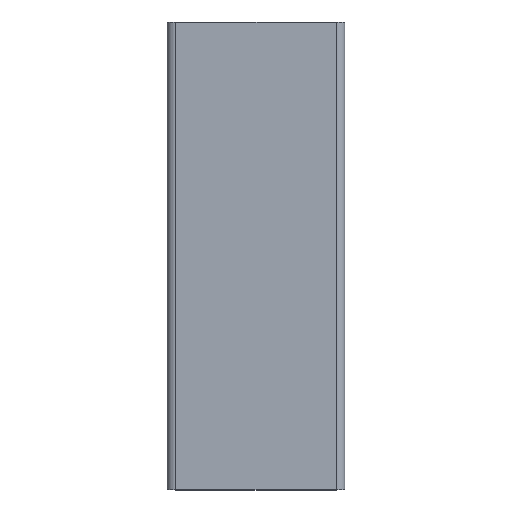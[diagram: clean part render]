
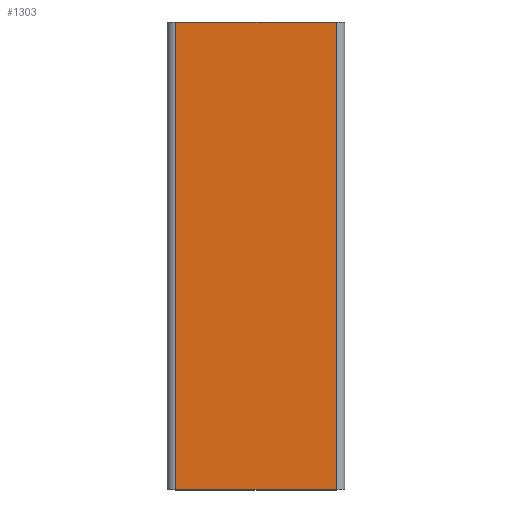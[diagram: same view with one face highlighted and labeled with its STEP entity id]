
A CAD part, top view. The second image highlights one B-rep face of the part: STEP entity #1303.
In plain terms, the highlighted planar face has unit normal (0, 0, 1).
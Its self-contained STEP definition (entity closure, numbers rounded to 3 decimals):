
#175=FACE_OUTER_BOUND('',#241,.T.);
#241=EDGE_LOOP('',(#1071,#1072,#1073,#1074));
#371=LINE('',#2216,#499);
#372=LINE('',#2219,#500);
#373=LINE('',#2221,#501);
#374=LINE('',#2222,#502);
#499=VECTOR('',#1825,10.);
#500=VECTOR('',#1828,10.);
#501=VECTOR('',#1829,10.);
#502=VECTOR('',#1830,10.);
#627=VERTEX_POINT('',#2212);
#628=VERTEX_POINT('',#2214);
#629=VERTEX_POINT('',#2218);
#630=VERTEX_POINT('',#2220);
#817=EDGE_CURVE('',#627,#628,#371,.T.);
#818=EDGE_CURVE('',#627,#629,#372,.T.);
#819=EDGE_CURVE('',#630,#628,#373,.T.);
#820=EDGE_CURVE('',#629,#630,#374,.T.);
#1071=ORIENTED_EDGE('',*,*,#818,.F.);
#1072=ORIENTED_EDGE('',*,*,#817,.T.);
#1073=ORIENTED_EDGE('',*,*,#819,.F.);
#1074=ORIENTED_EDGE('',*,*,#820,.F.);
#1238=PLANE('',#1445);
#1303=ADVANCED_FACE('',(#175),#1238,.T.);
#1445=AXIS2_PLACEMENT_3D('',#2217,#1826,#1827);
#1825=DIRECTION('',(0.,1.,0.));
#1826=DIRECTION('center_axis',(0.,0.,1.));
#1827=DIRECTION('ref_axis',(1.,0.,0.));
#1828=DIRECTION('',(-1.,0.,0.));
#1829=DIRECTION('',(1.,0.,0.));
#1830=DIRECTION('',(0.,1.,0.));
#2212=CARTESIAN_POINT('',(90.5,0.,50.));
#2214=CARTESIAN_POINT('',(90.5,250.,50.));
#2216=CARTESIAN_POINT('',(90.5,0.,50.));
#2217=CARTESIAN_POINT('Origin',(4.5,0.,50.));
#2218=CARTESIAN_POINT('',(4.5,0.,50.));
#2219=CARTESIAN_POINT('',(90.5,0.,50.));
#2220=CARTESIAN_POINT('',(4.5,250.,50.));
#2221=CARTESIAN_POINT('',(90.5,250.,50.));
#2222=CARTESIAN_POINT('',(4.5,0.,50.));
